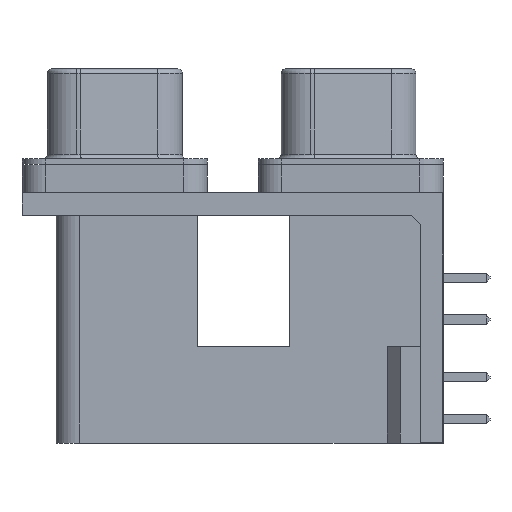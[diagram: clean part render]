
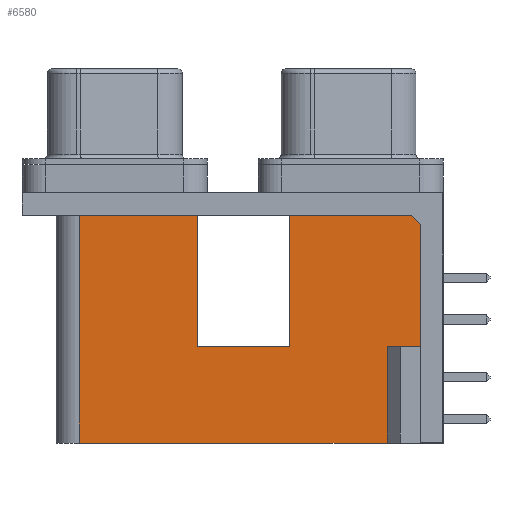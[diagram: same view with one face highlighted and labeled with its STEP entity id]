
A CAD part, left-side view. The second image highlights one B-rep face of the part: STEP entity #6580.
In plain terms, the highlighted planar face has unit normal (-1, 0, 0).
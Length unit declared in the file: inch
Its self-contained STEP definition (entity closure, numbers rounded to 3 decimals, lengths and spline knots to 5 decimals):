
#1205 = CARTESIAN_POINT ( 'NONE',  ( 0.2595, 0.025, -0.502 ) ) ;
#1238 = DIRECTION ( 'NONE',  ( 0., 0., -1. ) ) ;
#1531 = VERTEX_POINT ( 'NONE', #20488 ) ;
#1720 = CARTESIAN_POINT ( 'NONE',  ( 0.2595, -0.631, -0.502 ) ) ;
#1872 = DIRECTION ( 'NONE',  ( 0., 0., -1. ) ) ;
#2154 = DIRECTION ( 'NONE',  ( 1., 0., 0. ) ) ;
#2175 = CARTESIAN_POINT ( 'NONE',  ( 0.2595, -0.631, 0.70833 ) ) ;
#2332 = VECTOR ( 'NONE', #21459, 39.37008 ) ;
#2441 = VECTOR ( 'NONE', #21202, 39.37008 ) ;
#2499 = CARTESIAN_POINT ( 'NONE',  ( 0.2595, 0.025, -0.09 ) ) ;
#3001 = LINE ( 'NONE', #10650, #2441 ) ;
#3321 = VERTEX_POINT ( 'NONE', #18525 ) ;
#3395 = EDGE_LOOP ( 'NONE', ( #16667, #15114, #6793, #14238, #15563, #6097, #13816, #3820, #15990, #14794 ) ) ;
#3442 = VECTOR ( 'NONE', #17759, 39.37008 ) ;
#3820 = ORIENTED_EDGE ( 'NONE', *, *, #13423, .T. ) ;
#3855 = PLANE ( 'NONE',  #13766 ) ;
#4314 = VECTOR ( 'NONE', #6192, 39.37008 ) ;
#4619 = EDGE_CURVE ( 'NONE', #15439, #3321, #18653, .T. ) ;
#4639 = EDGE_CURVE ( 'NONE', #14844, #1531, #3001, .T. ) ;
#5097 = CARTESIAN_POINT ( 'NONE',  ( 0.2595, -0.631, -0.09 ) ) ;
#5512 = VERTEX_POINT ( 'NONE', #2499 ) ;
#5649 = EDGE_CURVE ( 'NONE', #8637, #3321, #16958, .T. ) ;
#6097 = ORIENTED_EDGE ( 'NONE', *, *, #5649, .F. ) ;
#6192 = DIRECTION ( 'NONE',  ( 0., 0., -1. ) ) ;
#6580 = ADVANCED_FACE ( 'NONE', ( #21789 ), #3855, .F. ) ;
#6793 = ORIENTED_EDGE ( 'NONE', *, *, #4639, .T. ) ;
#7332 = VECTOR ( 'NONE', #16454, 39.37008 ) ;
#7880 = LINE ( 'NONE', #14701, #7332 ) ;
#8333 = LINE ( 'NONE', #20205, #20648 ) ;
#8565 = LINE ( 'NONE', #13527, #22546 ) ;
#8637 = VERTEX_POINT ( 'NONE', #5097 ) ;
#8657 = CARTESIAN_POINT ( 'NONE',  ( 0.2595, 0.3415, 0.39016 ) ) ;
#8809 = VERTEX_POINT ( 'NONE', #14434 ) ;
#8874 = DIRECTION ( 'NONE',  ( 0., -1., 0. ) ) ;
#8983 = LINE ( 'NONE', #21892, #4314 ) ;
#9549 = VERTEX_POINT ( 'NONE', #22382 ) ;
#10351 = EDGE_CURVE ( 'NONE', #9549, #5512, #12767, .T. ) ;
#10650 = CARTESIAN_POINT ( 'NONE',  ( 0.2595, 0.404, -0.76 ) ) ;
#11721 = VECTOR ( 'NONE', #14471, 39.37008 ) ;
#12037 = EDGE_CURVE ( 'NONE', #5512, #17740, #8565, .T. ) ;
#12675 = CARTESIAN_POINT ( 'NONE',  ( 0.2595, 0.404, 0.39016 ) ) ;
#12767 = LINE ( 'NONE', #16009, #3442 ) ;
#12807 = CARTESIAN_POINT ( 'NONE',  ( 0.2595, -0.631, -0.502 ) ) ;
#13423 = EDGE_CURVE ( 'NONE', #8809, #18514, #7880, .T. ) ;
#13527 = CARTESIAN_POINT ( 'NONE',  ( 0.2595, 0.025, -0.76 ) ) ;
#13766 = AXIS2_PLACEMENT_3D ( 'NONE', #12675, #2154, #14452 ) ;
#13816 = ORIENTED_EDGE ( 'NONE', *, *, #15202, .F. ) ;
#13988 = VECTOR ( 'NONE', #8874, 39.37008 ) ;
#14006 = EDGE_CURVE ( 'NONE', #18514, #17740, #16916, .T. ) ;
#14238 = ORIENTED_EDGE ( 'NONE', *, *, #18099, .F. ) ;
#14434 = CARTESIAN_POINT ( 'NONE',  ( 0.2595, -0.221, -0.09 ) ) ;
#14452 = DIRECTION ( 'NONE',  ( 0., 0., -1. ) ) ;
#14471 = DIRECTION ( 'NONE',  ( 0., 0., -1. ) ) ;
#14701 = CARTESIAN_POINT ( 'NONE',  ( 0.2595, -0.221, 0.70833 ) ) ;
#14794 = ORIENTED_EDGE ( 'NONE', *, *, #12037, .F. ) ;
#14844 = VERTEX_POINT ( 'NONE', #15216 ) ;
#15114 = ORIENTED_EDGE ( 'NONE', *, *, #21009, .T. ) ;
#15202 = EDGE_CURVE ( 'NONE', #8809, #8637, #8333, .T. ) ;
#15216 = CARTESIAN_POINT ( 'NONE',  ( 0.2595, 0.3415, -0.76 ) ) ;
#15439 = VERTEX_POINT ( 'NONE', #20810 ) ;
#15457 = LINE ( 'NONE', #8657, #19535 ) ;
#15563 = ORIENTED_EDGE ( 'NONE', *, *, #4619, .T. ) ;
#15990 = ORIENTED_EDGE ( 'NONE', *, *, #14006, .T. ) ;
#16009 = CARTESIAN_POINT ( 'NONE',  ( 0.2595, 0.404, -0.09 ) ) ;
#16302 = CARTESIAN_POINT ( 'NONE',  ( 0.2595, -0.221, -0.502 ) ) ;
#16454 = DIRECTION ( 'NONE',  ( 0., 0., -1. ) ) ;
#16667 = ORIENTED_EDGE ( 'NONE', *, *, #10351, .F. ) ;
#16916 = LINE ( 'NONE', #12807, #2332 ) ;
#16958 = LINE ( 'NONE', #2175, #11721 ) ;
#17740 = VERTEX_POINT ( 'NONE', #1205 ) ;
#17759 = DIRECTION ( 'NONE',  ( 0., -1., 0. ) ) ;
#18099 = EDGE_CURVE ( 'NONE', #15439, #1531, #8983, .T. ) ;
#18514 = VERTEX_POINT ( 'NONE', #16302 ) ;
#18525 = CARTESIAN_POINT ( 'NONE',  ( 0.2595, -0.631, -0.502 ) ) ;
#18653 = LINE ( 'NONE', #1720, #13988 ) ;
#19535 = VECTOR ( 'NONE', #1872, 39.37008 ) ;
#20205 = CARTESIAN_POINT ( 'NONE',  ( 0.2595, -0.631, -0.09 ) ) ;
#20488 = CARTESIAN_POINT ( 'NONE',  ( 0.2595, -0.481, -0.76 ) ) ;
#20648 = VECTOR ( 'NONE', #21983, 39.37008 ) ;
#20810 = CARTESIAN_POINT ( 'NONE',  ( 0.2595, -0.481, -0.502 ) ) ;
#21009 = EDGE_CURVE ( 'NONE', #9549, #14844, #15457, .T. ) ;
#21202 = DIRECTION ( 'NONE',  ( 0., -1., 0. ) ) ;
#21459 = DIRECTION ( 'NONE',  ( 0., 1., 0. ) ) ;
#21789 = FACE_OUTER_BOUND ( 'NONE', #3395, .T. ) ;
#21892 = CARTESIAN_POINT ( 'NONE',  ( 0.2595, -0.481, -0.34701 ) ) ;
#21983 = DIRECTION ( 'NONE',  ( 0., -1., 0. ) ) ;
#22382 = CARTESIAN_POINT ( 'NONE',  ( 0.2595, 0.3415, -0.09 ) ) ;
#22546 = VECTOR ( 'NONE', #1238, 39.37008 ) ;
